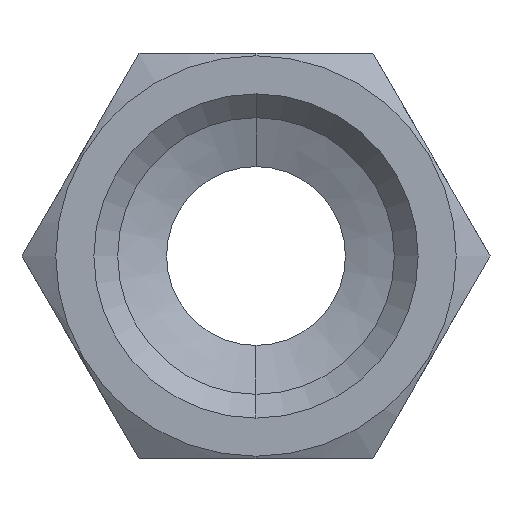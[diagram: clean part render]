
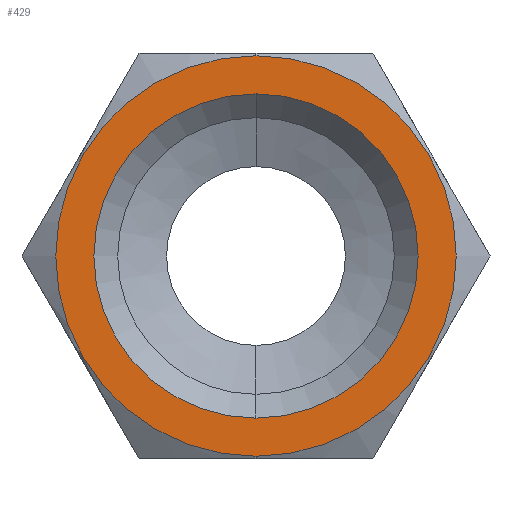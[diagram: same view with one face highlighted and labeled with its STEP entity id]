
A CAD part, front view. The second image highlights one B-rep face of the part: STEP entity #429.
In plain terms, the highlighted planar face has unit normal (0, -1, 0).
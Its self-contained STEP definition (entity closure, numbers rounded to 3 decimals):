
#8 = VERTEX_POINT ( 'NONE', #375 ) ;
#47 = VERTEX_POINT ( 'NONE', #343 ) ;
#66 = VERTEX_POINT ( 'NONE', #652 ) ;
#76 = EDGE_CURVE ( 'NONE', #66, #123, #524, .T. ) ;
#123 = VERTEX_POINT ( 'NONE', #597 ) ;
#165 = EDGE_CURVE ( 'NONE', #8, #47, #769, .T. ) ;
#343 = CARTESIAN_POINT ( 'NONE',  ( 0., 0., -6.8 ) ) ;
#375 = CARTESIAN_POINT ( 'NONE',  ( 0., 0., 6.8 ) ) ;
#404 = ORIENTED_EDGE ( 'NONE', *, *, #76, .T. ) ;
#410 = ORIENTED_EDGE ( 'NONE', *, *, #470, .F. ) ;
#414 = EDGE_LOOP ( 'NONE', ( #415, #404 ) ) ;
#415 = ORIENTED_EDGE ( 'NONE', *, *, #473, .T. ) ;
#429 = ADVANCED_FACE ( 'NONE', ( #1160, #1185 ), #1161, .T. ) ;
#430 = ORIENTED_EDGE ( 'NONE', *, *, #165, .F. ) ;
#470 = EDGE_CURVE ( 'NONE', #47, #8, #1200, .T. ) ;
#473 = EDGE_CURVE ( 'NONE', #123, #66, #1201, .T. ) ;
#480 = EDGE_LOOP ( 'NONE', ( #410, #430 ) ) ;
#524 = CIRCLE ( 'NONE', #620, 8.4 ) ;
#564 = CARTESIAN_POINT ( 'NONE',  ( 0., 0., 0. ) ) ;
#591 = DIRECTION ( 'NONE',  ( 0., 0., -1. ) ) ;
#592 = DIRECTION ( 'NONE',  ( 0., -1., 0. ) ) ;
#597 = CARTESIAN_POINT ( 'NONE',  ( 0., 0., 8.4 ) ) ;
#620 = AXIS2_PLACEMENT_3D ( 'NONE', #564, #592, #591 ) ;
#652 = CARTESIAN_POINT ( 'NONE',  ( 0., 0., -8.4 ) ) ;
#729 = DIRECTION ( 'NONE',  ( 0., -1., 0. ) ) ;
#730 = CARTESIAN_POINT ( 'NONE',  ( 0., 0., 0. ) ) ;
#748 = AXIS2_PLACEMENT_3D ( 'NONE', #730, #729, #774 ) ;
#769 = CIRCLE ( 'NONE', #748, 6.8 ) ;
#774 = DIRECTION ( 'NONE',  ( 0., 0., -1. ) ) ;
#1148 = DIRECTION ( 'NONE',  ( 0., 0., -1. ) ) ;
#1159 = AXIS2_PLACEMENT_3D ( 'NONE', #1165, #1164, #1148 ) ;
#1160 = FACE_BOUND ( 'NONE', #480, .T. ) ;
#1161 = PLANE ( 'NONE',  #1159 ) ;
#1164 = DIRECTION ( 'NONE',  ( 0., -1., 0. ) ) ;
#1165 = CARTESIAN_POINT ( 'NONE',  ( 0., 0., 0. ) ) ;
#1185 = FACE_OUTER_BOUND ( 'NONE', #414, .T. ) ;
#1186 = AXIS2_PLACEMENT_3D ( 'NONE', #1215, #1219, #1218 ) ;
#1189 = CARTESIAN_POINT ( 'NONE',  ( 0., 0., 0. ) ) ;
#1200 = CIRCLE ( 'NONE', #1186, 6.8 ) ;
#1201 = CIRCLE ( 'NONE', #1205, 8.4 ) ;
#1203 = DIRECTION ( 'NONE',  ( 0., 0., -1. ) ) ;
#1205 = AXIS2_PLACEMENT_3D ( 'NONE', #1189, #1222, #1203 ) ;
#1215 = CARTESIAN_POINT ( 'NONE',  ( 0., 0., 0. ) ) ;
#1218 = DIRECTION ( 'NONE',  ( 0., 0., -1. ) ) ;
#1219 = DIRECTION ( 'NONE',  ( 0., -1., 0. ) ) ;
#1222 = DIRECTION ( 'NONE',  ( 0., -1., 0. ) ) ;
